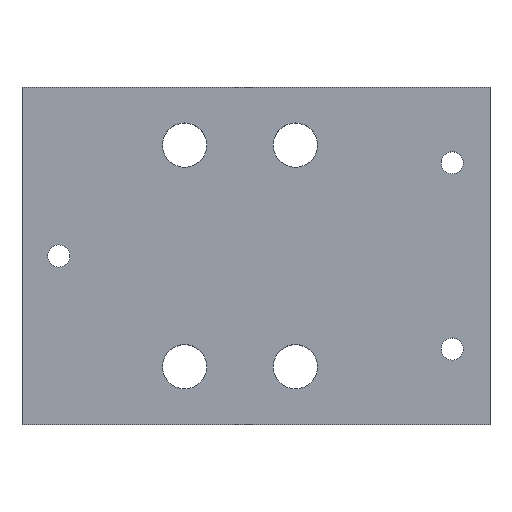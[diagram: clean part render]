
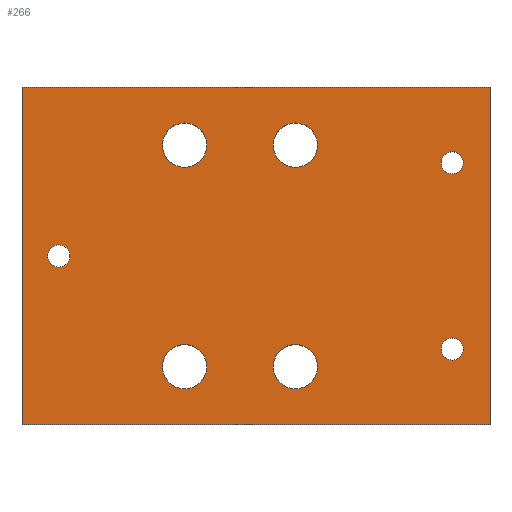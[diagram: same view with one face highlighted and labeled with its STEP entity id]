
A CAD part, top view. The second image highlights one B-rep face of the part: STEP entity #266.
In plain terms, the highlighted planar face has unit normal (0, 0, 1).
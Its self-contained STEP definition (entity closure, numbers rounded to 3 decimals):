
#15=FACE_BOUND('',#75,.T.);
#16=FACE_BOUND('',#76,.T.);
#17=FACE_BOUND('',#77,.T.);
#18=FACE_BOUND('',#78,.T.);
#19=FACE_BOUND('',#79,.T.);
#20=FACE_BOUND('',#80,.T.);
#21=FACE_BOUND('',#81,.T.);
#29=CIRCLE('',#285,2.5);
#31=CIRCLE('',#288,2.5);
#33=CIRCLE('',#291,1.25);
#35=CIRCLE('',#294,1.25);
#37=CIRCLE('',#297,2.5);
#39=CIRCLE('',#300,2.5);
#41=CIRCLE('',#303,1.25);
#61=FACE_OUTER_BOUND('',#74,.T.);
#74=EDGE_LOOP('',(#227,#228,#229,#230));
#75=EDGE_LOOP('',(#231));
#76=EDGE_LOOP('',(#232));
#77=EDGE_LOOP('',(#233));
#78=EDGE_LOOP('',(#234));
#79=EDGE_LOOP('',(#235));
#80=EDGE_LOOP('',(#236));
#81=EDGE_LOOP('',(#237));
#92=LINE('',#392,#111);
#96=LINE('',#401,#115);
#106=LINE('',#447,#125);
#108=LINE('',#450,#127);
#111=VECTOR('',#315,10.);
#115=VECTOR('',#321,10.);
#125=VECTOR('',#375,10.);
#127=VECTOR('',#379,10.);
#130=VERTEX_POINT('',#389);
#131=VERTEX_POINT('',#391);
#134=VERTEX_POINT('',#398);
#135=VERTEX_POINT('',#400);
#136=VERTEX_POINT('',#404);
#138=VERTEX_POINT('',#410);
#140=VERTEX_POINT('',#416);
#142=VERTEX_POINT('',#422);
#144=VERTEX_POINT('',#428);
#146=VERTEX_POINT('',#434);
#148=VERTEX_POINT('',#440);
#152=EDGE_CURVE('',#130,#131,#92,.T.);
#156=EDGE_CURVE('',#134,#135,#96,.T.);
#158=EDGE_CURVE('',#136,#136,#29,.T.);
#161=EDGE_CURVE('',#138,#138,#31,.T.);
#164=EDGE_CURVE('',#140,#140,#33,.T.);
#167=EDGE_CURVE('',#142,#142,#35,.T.);
#170=EDGE_CURVE('',#144,#144,#37,.T.);
#173=EDGE_CURVE('',#146,#146,#39,.T.);
#176=EDGE_CURVE('',#148,#148,#41,.T.);
#180=EDGE_CURVE('',#131,#134,#106,.T.);
#182=EDGE_CURVE('',#135,#130,#108,.T.);
#227=ORIENTED_EDGE('',*,*,#182,.F.);
#228=ORIENTED_EDGE('',*,*,#156,.F.);
#229=ORIENTED_EDGE('',*,*,#180,.F.);
#230=ORIENTED_EDGE('',*,*,#152,.F.);
#231=ORIENTED_EDGE('',*,*,#176,.T.);
#232=ORIENTED_EDGE('',*,*,#173,.T.);
#233=ORIENTED_EDGE('',*,*,#170,.T.);
#234=ORIENTED_EDGE('',*,*,#167,.T.);
#235=ORIENTED_EDGE('',*,*,#164,.T.);
#236=ORIENTED_EDGE('',*,*,#161,.T.);
#237=ORIENTED_EDGE('',*,*,#158,.T.);
#253=PLANE('',#307);
#266=ADVANCED_FACE('',(#61,#15,#16,#17,#18,#19,#20,#21),#253,.T.);
#285=AXIS2_PLACEMENT_3D('',#405,#325,#326);
#288=AXIS2_PLACEMENT_3D('',#411,#332,#333);
#291=AXIS2_PLACEMENT_3D('',#417,#339,#340);
#294=AXIS2_PLACEMENT_3D('',#423,#346,#347);
#297=AXIS2_PLACEMENT_3D('',#429,#353,#354);
#300=AXIS2_PLACEMENT_3D('',#435,#360,#361);
#303=AXIS2_PLACEMENT_3D('',#441,#367,#368);
#307=AXIS2_PLACEMENT_3D('',#451,#380,#381);
#315=DIRECTION('',(0.,-1.,0.));
#321=DIRECTION('',(0.,1.,0.));
#325=DIRECTION('center_axis',(0.,0.,-1.));
#326=DIRECTION('ref_axis',(0.,-1.,0.));
#332=DIRECTION('center_axis',(0.,0.,-1.));
#333=DIRECTION('ref_axis',(0.,-1.,0.));
#339=DIRECTION('center_axis',(0.,0.,-1.));
#340=DIRECTION('ref_axis',(0.,-1.,0.));
#346=DIRECTION('center_axis',(0.,0.,-1.));
#347=DIRECTION('ref_axis',(0.,-1.,0.));
#353=DIRECTION('center_axis',(0.,0.,-1.));
#354=DIRECTION('ref_axis',(0.,-1.,0.));
#360=DIRECTION('center_axis',(0.,0.,-1.));
#361=DIRECTION('ref_axis',(0.,-1.,0.));
#367=DIRECTION('center_axis',(0.,0.,-1.));
#368=DIRECTION('ref_axis',(0.,-1.,0.));
#375=DIRECTION('',(-1.,0.,0.));
#379=DIRECTION('',(1.,0.,0.));
#380=DIRECTION('center_axis',(0.,0.,1.));
#381=DIRECTION('ref_axis',(0.,-1.,0.));
#389=CARTESIAN_POINT('',(26.4,19.05,5.95));
#391=CARTESIAN_POINT('',(26.4,-19.05,5.95));
#392=CARTESIAN_POINT('',(26.4,19.05,5.95));
#398=CARTESIAN_POINT('',(-26.4,-19.05,5.95));
#400=CARTESIAN_POINT('',(-26.4,19.05,5.95));
#401=CARTESIAN_POINT('',(-26.4,-19.05,5.95));
#404=CARTESIAN_POINT('',(-8.055,-10.,5.95));
#405=CARTESIAN_POINT('Origin',(-8.055,-12.5,5.95));
#410=CARTESIAN_POINT('',(-8.055,15.,5.95));
#411=CARTESIAN_POINT('Origin',(-8.055,12.5,5.95));
#416=CARTESIAN_POINT('',(-22.25,1.25,5.95));
#417=CARTESIAN_POINT('Origin',(-22.25,0.,5.95));
#422=CARTESIAN_POINT('',(22.15,-9.25,5.95));
#423=CARTESIAN_POINT('Origin',(22.15,-10.5,5.95));
#428=CARTESIAN_POINT('',(4.445,15.,5.95));
#429=CARTESIAN_POINT('Origin',(4.445,12.5,5.95));
#434=CARTESIAN_POINT('',(4.445,-10.,5.95));
#435=CARTESIAN_POINT('Origin',(4.445,-12.5,5.95));
#440=CARTESIAN_POINT('',(22.15,11.75,5.95));
#441=CARTESIAN_POINT('Origin',(22.15,10.5,5.95));
#447=CARTESIAN_POINT('',(-25.4,-19.05,5.95));
#450=CARTESIAN_POINT('',(25.4,19.05,5.95));
#451=CARTESIAN_POINT('Origin',(0.,0.,
5.95));
